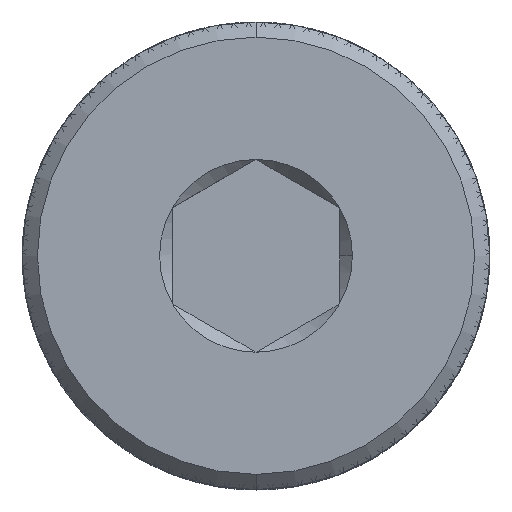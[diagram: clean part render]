
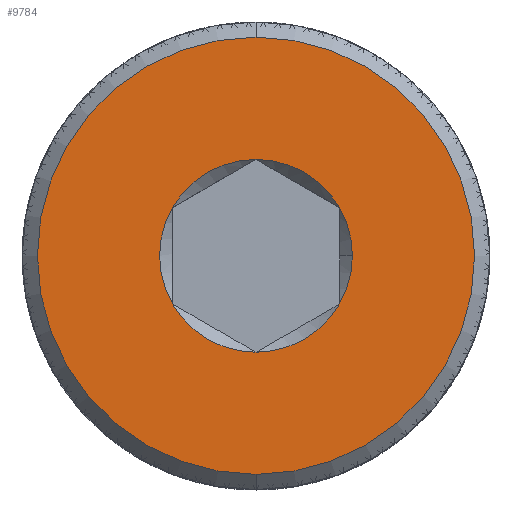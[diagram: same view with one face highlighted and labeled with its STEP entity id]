
A CAD part, top view. The second image highlights one B-rep face of the part: STEP entity #9784.
In plain terms, the highlighted planar face has unit normal (0, 0, 1).
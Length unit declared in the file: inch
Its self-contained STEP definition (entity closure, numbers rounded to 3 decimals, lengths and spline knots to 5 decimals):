
#113 = CARTESIAN_POINT ( 'NONE',  ( 0., 0., 0. ) ) ;
#274 = FACE_OUTER_BOUND ( 'NONE', #7826, .T. ) ;
#289 = DIRECTION ( 'NONE',  ( 1., 0., 0. ) ) ;
#336 = ORIENTED_EDGE ( 'NONE', *, *, #1419, .F. ) ;
#360 = DIRECTION ( 'NONE',  ( 0., 0., 1. ) ) ;
#423 = CARTESIAN_POINT ( 'NONE',  ( 0., 0., 0. ) ) ;
#685 = CIRCLE ( 'NONE', #13206, 0.09021 ) ;
#1377 = CARTESIAN_POINT ( 'NONE',  ( 0., 0.09021, 0. ) ) ;
#1419 = EDGE_CURVE ( 'NONE', #9359, #5267, #4910, .T. ) ;
#1530 = VERTEX_POINT ( 'NONE', #12907 ) ;
#1612 = CIRCLE ( 'NONE', #12348, 0.20453 ) ;
#1986 = CARTESIAN_POINT ( 'NONE',  ( 0., 0., 0. ) ) ;
#2026 = DIRECTION ( 'NONE',  ( 0., 0., 1. ) ) ;
#2042 = EDGE_CURVE ( 'NONE', #5267, #3918, #5240, .T. ) ;
#2064 = DIRECTION ( 'NONE',  ( 1., 0., 0. ) ) ;
#2156 = VERTEX_POINT ( 'NONE', #11870 ) ;
#2343 = CARTESIAN_POINT ( 'NONE',  ( 0., 0., 0. ) ) ;
#2445 = CARTESIAN_POINT ( 'NONE',  ( 0., 0., 0. ) ) ;
#2520 = EDGE_CURVE ( 'NONE', #3491, #2156, #2737, .T. ) ;
#2737 = CIRCLE ( 'NONE', #13607, 0.09021 ) ;
#3181 = CARTESIAN_POINT ( 'NONE',  ( 0.07812, 0.04511, 0. ) ) ;
#3491 = VERTEX_POINT ( 'NONE', #11714 ) ;
#3830 = ORIENTED_EDGE ( 'NONE', *, *, #7602, .T. ) ;
#3918 = VERTEX_POINT ( 'NONE', #3181 ) ;
#4212 = ORIENTED_EDGE ( 'NONE', *, *, #13114, .F. ) ;
#4231 = CARTESIAN_POINT ( 'NONE',  ( 0., 0., 0. ) ) ;
#4244 = ORIENTED_EDGE ( 'NONE', *, *, #6308, .F. ) ;
#4407 = AXIS2_PLACEMENT_3D ( 'NONE', #423, #360, #12145 ) ;
#4748 = DIRECTION ( 'NONE',  ( 1., 0., 0. ) ) ;
#4767 = ORIENTED_EDGE ( 'NONE', *, *, #2042, .F. ) ;
#4910 = CIRCLE ( 'NONE', #13900, 0.09021 ) ;
#5240 = CIRCLE ( 'NONE', #7828, 0.09021 ) ;
#5267 = VERTEX_POINT ( 'NONE', #9372 ) ;
#5336 = DIRECTION ( 'NONE',  ( 1., 0., 0. ) ) ;
#5954 = ORIENTED_EDGE ( 'NONE', *, *, #8199, .T. ) ;
#6028 = DIRECTION ( 'NONE',  ( 0., 0., 1. ) ) ;
#6174 = DIRECTION ( 'NONE',  ( 0., 0., 1. ) ) ;
#6214 = VERTEX_POINT ( 'NONE', #1377 ) ;
#6308 = EDGE_CURVE ( 'NONE', #6214, #3491, #13978, .T. ) ;
#6923 = DIRECTION ( 'NONE',  ( 1., 0., 0. ) ) ;
#7108 = EDGE_CURVE ( 'NONE', #3918, #6214, #7387, .T. ) ;
#7387 = CIRCLE ( 'NONE', #10858, 0.09021 ) ;
#7394 = EDGE_CURVE ( 'NONE', #2156, #1530, #685, .T. ) ;
#7602 = EDGE_CURVE ( 'NONE', #13876, #13600, #1612, .T. ) ;
#7826 = EDGE_LOOP ( 'NONE', ( #3830, #5954 ) ) ;
#7828 = AXIS2_PLACEMENT_3D ( 'NONE', #2343, #6174, #11989 ) ;
#8103 = CARTESIAN_POINT ( 'NONE',  ( 0., 0.20453, 0. ) ) ;
#8199 = EDGE_CURVE ( 'NONE', #13600, #13876, #9900, .T. ) ;
#8710 = DIRECTION ( 'NONE',  ( 0., 0., 1. ) ) ;
#8728 = CARTESIAN_POINT ( 'NONE',  ( 0., 0., 0. ) ) ;
#8890 = AXIS2_PLACEMENT_3D ( 'NONE', #1986, #2026, #2064 ) ;
#8901 = DIRECTION ( 'NONE',  ( 0., -1., 0. ) ) ;
#8919 = DIRECTION ( 'NONE',  ( 0., 0., 1. ) ) ;
#8956 = CARTESIAN_POINT ( 'NONE',  ( 0., 0., 0. ) ) ;
#9081 = FACE_BOUND ( 'NONE', #13912, .T. ) ;
#9359 = VERTEX_POINT ( 'NONE', #9999 ) ;
#9372 = CARTESIAN_POINT ( 'NONE',  ( 0.09021, 0., 0. ) ) ;
#9784 = ADVANCED_FACE ( 'NONE', ( #9081, #274 ), #11931, .T. ) ;
#9900 = CIRCLE ( 'NONE', #4407, 0.20453 ) ;
#9999 = CARTESIAN_POINT ( 'NONE',  ( 0.07812, -0.04511, 0. ) ) ;
#10101 = ORIENTED_EDGE ( 'NONE', *, *, #2520, .F. ) ;
#10858 = AXIS2_PLACEMENT_3D ( 'NONE', #8728, #8710, #6923 ) ;
#11315 = ORIENTED_EDGE ( 'NONE', *, *, #7108, .F. ) ;
#11714 = CARTESIAN_POINT ( 'NONE',  ( -0.07812, 0.04511, 0. ) ) ;
#11735 = DIRECTION ( 'NONE',  ( 0., 0., 1. ) ) ;
#11780 = DIRECTION ( 'NONE',  ( 1., 0., 0. ) ) ;
#11791 = DIRECTION ( 'NONE',  ( 0., 0., 1. ) ) ;
#11806 = CARTESIAN_POINT ( 'NONE',  ( 0., 0., 0. ) ) ;
#11820 = DIRECTION ( 'NONE',  ( 0., -1., 0. ) ) ;
#11839 = DIRECTION ( 'NONE',  ( 0., 0., 1. ) ) ;
#11854 = CARTESIAN_POINT ( 'NONE',  ( 0., 0., 0. ) ) ;
#11870 = CARTESIAN_POINT ( 'NONE',  ( -0.07812, -0.04511, 0. ) ) ;
#11931 = PLANE ( 'NONE',  #11950 ) ;
#11950 = AXIS2_PLACEMENT_3D ( 'NONE', #11854, #11839, #11820 ) ;
#11989 = DIRECTION ( 'NONE',  ( 1., 0., 0. ) ) ;
#12145 = DIRECTION ( 'NONE',  ( 0., -1., 0. ) ) ;
#12348 = AXIS2_PLACEMENT_3D ( 'NONE', #8956, #8919, #8901 ) ;
#12676 = CARTESIAN_POINT ( 'NONE',  ( 0., -0.20453, 0. ) ) ;
#12907 = CARTESIAN_POINT ( 'NONE',  ( 0., -0.09021, 0. ) ) ;
#13114 = EDGE_CURVE ( 'NONE', #1530, #9359, #13419, .T. ) ;
#13133 = ORIENTED_EDGE ( 'NONE', *, *, #7394, .F. ) ;
#13206 = AXIS2_PLACEMENT_3D ( 'NONE', #11806, #11791, #11780 ) ;
#13419 = CIRCLE ( 'NONE', #13628, 0.09021 ) ;
#13600 = VERTEX_POINT ( 'NONE', #12676 ) ;
#13607 = AXIS2_PLACEMENT_3D ( 'NONE', #2445, #6028, #289 ) ;
#13628 = AXIS2_PLACEMENT_3D ( 'NONE', #4231, #11735, #5336 ) ;
#13796 = DIRECTION ( 'NONE',  ( 0., 0., 1. ) ) ;
#13876 = VERTEX_POINT ( 'NONE', #8103 ) ;
#13900 = AXIS2_PLACEMENT_3D ( 'NONE', #113, #13796, #4748 ) ;
#13912 = EDGE_LOOP ( 'NONE', ( #4212, #13133, #10101, #4244, #11315, #4767, #336 ) ) ;
#13978 = CIRCLE ( 'NONE', #8890, 0.09021 ) ;
